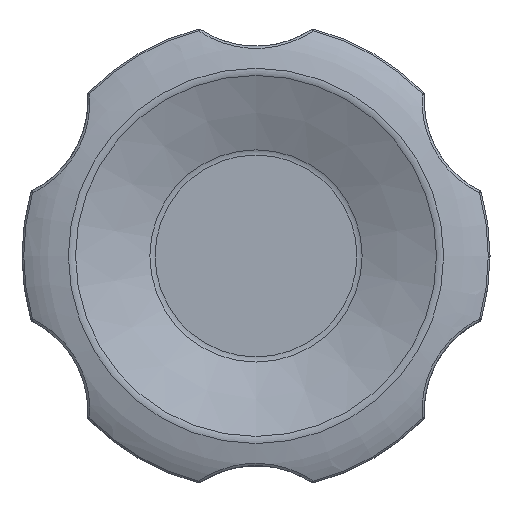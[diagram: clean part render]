
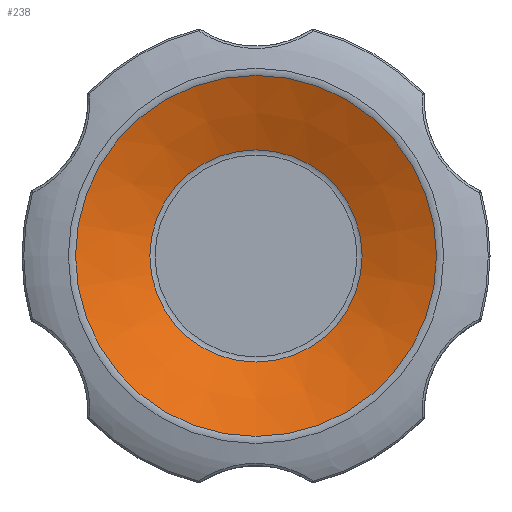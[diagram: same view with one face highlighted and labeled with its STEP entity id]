
A CAD part, top view. The second image highlights one B-rep face of the part: STEP entity #238.
In plain terms, the highlighted conical face has half-angle 67.38 degrees and reference radius 26.997 mm.
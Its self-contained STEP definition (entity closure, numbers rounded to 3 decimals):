
#238 = ADVANCED_FACE( '', ( #516, #517 ), #518, .F. );
#516 = FACE_BOUND( '', #2254, .T. );
#517 = FACE_OUTER_BOUND( '', #2255, .T. );
#518 = CONICAL_SURFACE( '', #2256, 26.997, 1.176 );
#2254 = EDGE_LOOP( '', ( #3272 ) );
#2255 = EDGE_LOOP( '', ( #3273 ) );
#2256 = AXIS2_PLACEMENT_3D( '', #3274, #3275, #3276 );
#3272 = ORIENTED_EDGE( '', *, *, #3634, .F. );
#3273 = ORIENTED_EDGE( '', *, *, #3517, .T. );
#3274 = CARTESIAN_POINT( '', ( 0., 0., 39.791 ) );
#3275 = DIRECTION( '', ( 0., 0., 1. ) );
#3276 = DIRECTION( '', ( 0., -1., 0. ) );
#3517 = EDGE_CURVE( '', #3778, #3778, #3779, .T. );
#3634 = EDGE_CURVE( '', #3962, #3962, #3963, .T. );
#3778 = VERTEX_POINT( '', #4128 );
#3779 = CIRCLE( '', #4129, 26.997 );
#3962 = VERTEX_POINT( '', #5144 );
#3963 = CIRCLE( '', #5145, 15.869 );
#4128 = CARTESIAN_POINT( '', ( 0., -26.997, 39.791 ) );
#4129 = AXIS2_PLACEMENT_3D( '', #5675, #5676, #5677 );
#5144 = CARTESIAN_POINT( '', ( 0., -15.869, 35.154 ) );
#5145 = AXIS2_PLACEMENT_3D( '', #5874, #5875, #5876 );
#5675 = CARTESIAN_POINT( '', ( 0., 0., 39.791 ) );
#5676 = DIRECTION( '', ( 0., 0., 1. ) );
#5677 = DIRECTION( '', ( 0., -1., 0. ) );
#5874 = CARTESIAN_POINT( '', ( 0., 0., 35.154 ) );
#5875 = DIRECTION( '', ( 0., 0., 1. ) );
#5876 = DIRECTION( '', ( 0., -1., 0. ) );
